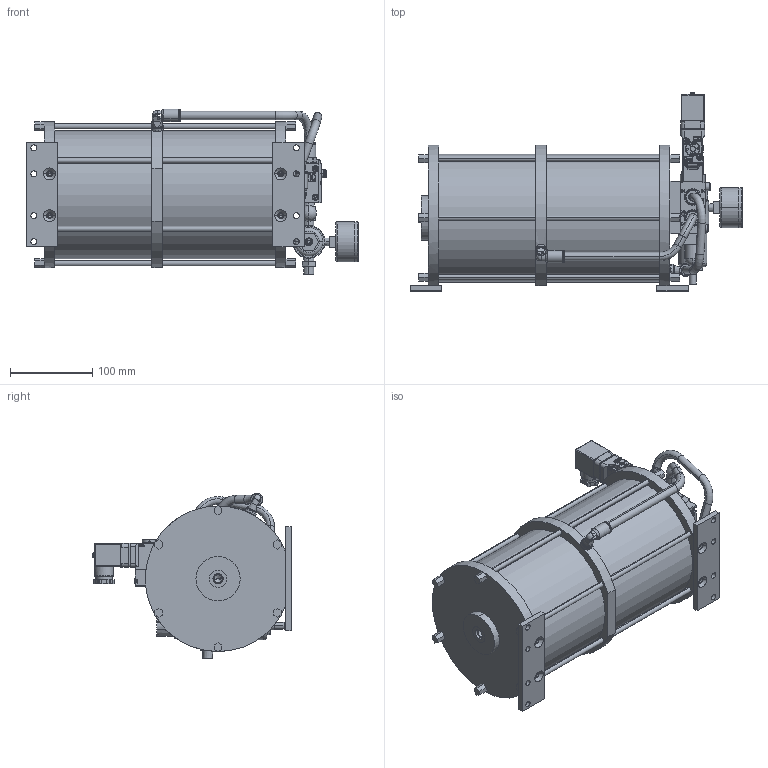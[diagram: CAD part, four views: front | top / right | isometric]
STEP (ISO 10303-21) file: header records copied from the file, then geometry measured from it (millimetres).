
FILE_DESCRIPTION((''),'2;1');
FILE_NAME('ILC55020418','2016-02-02T',('twa'),(''),'PRO/ENGINEER BY PARAMETRIC TECHNOLOGY CORPORATION, 2013320','PRO/ENGINEER BY PARAMETRIC TECHNOLOGY CORPORATION, 2013320','');
FILE_SCHEMA(('CONFIG_CONTROL_DESIGN'));
Length unit declared in the file: inch
Products named in the file (1): ILC55020418
Bounding box: 404.2 x 241.25 x 201.47 mm (x, y, z)
Volume: 5981546.8 mm3; surface area: 389338.8 mm2
Topology: 1 solids, 45 shells, 1437 faces, 4300 edges, 2928 vertices
Faces by surface type: plane 695, cylinder 424, cone 146, torus 50, bspline 41, extrusion 35, sphere 30, revolution 16
Entity records: 55670 total; most frequent: CARTESIAN_POINT 17623, ORIENTED_EDGE 7634, DIRECTION 7593, EDGE_CURVE 4274, VERTEX_POINT 2928, AXIS2_PLACEMENT_3D 2575, VECTOR 2427, LINE 2392
